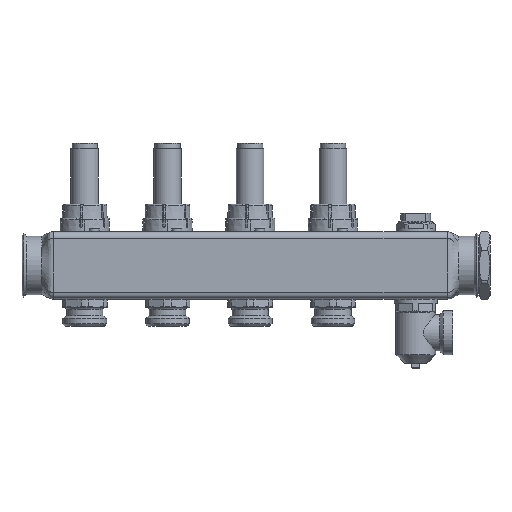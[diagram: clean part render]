
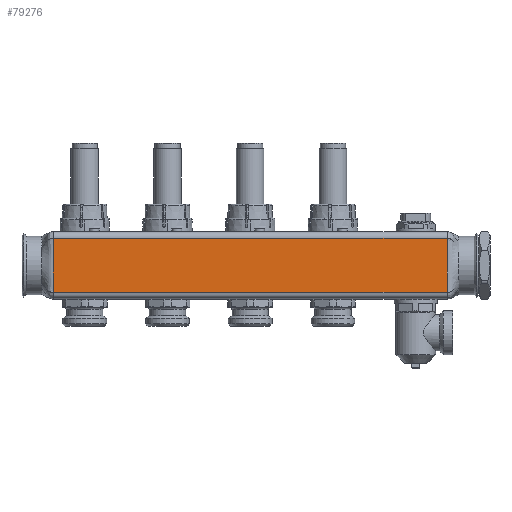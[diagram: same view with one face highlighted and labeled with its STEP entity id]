
A CAD part, top view. The second image highlights one B-rep face of the part: STEP entity #79276.
In plain terms, the highlighted planar face has unit normal (0, 0, 1).
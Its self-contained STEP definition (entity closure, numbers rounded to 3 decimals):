
#47622=CARTESIAN_POINT('',(-19.,16.302,
20.5));
#47843=DIRECTION('',(1.,0.,0.));
#47844=VECTOR('',#47843,238.);
#47845=CARTESIAN_POINT('',(-19.,-16.302,
20.5));
#47846=LINE('',#47845,#47844);
#47847=DIRECTION('',(1.,0.,0.));
#47848=VECTOR('',#47847,238.);
#47849=CARTESIAN_POINT('',(-19.,16.302,
20.5));
#47850=LINE('',#47849,#47848);
#47851=CARTESIAN_POINT('',(219.,16.302,20.5));
#47852=CARTESIAN_POINT('',(219.,15.592,20.5));
#47853=CARTESIAN_POINT('',(219.,14.183,20.5));
#47854=CARTESIAN_POINT('',(219.,11.401,20.5));
#47855=CARTESIAN_POINT('',(219.,7.989,20.5));
#47856=CARTESIAN_POINT('',(219.,4.643,20.5));
#47857=CARTESIAN_POINT('',(219.,1.987,20.5));
#47858=CARTESIAN_POINT('',(219.,-0.662,
20.5));
#47859=CARTESIAN_POINT('',(219.,-3.311,
20.5));
#47860=CARTESIAN_POINT('',(219.,-5.981,
20.5));
#47861=CARTESIAN_POINT('',(219.,-7.999,
20.5));
#47862=CARTESIAN_POINT('',(219.,-10.036,
20.5));
#47863=CARTESIAN_POINT('',(219.,-11.753,
20.5));
#47864=CARTESIAN_POINT('',(219.,-12.966,
20.5));
#47865=CARTESIAN_POINT('',(219.,-13.663,
20.5));
#47866=CARTESIAN_POINT('',(219.,-14.187,
20.5));
#47867=CARTESIAN_POINT('',(219.,-14.713,
20.5));
#47868=CARTESIAN_POINT('',(219.,-15.153,
20.5));
#47869=CARTESIAN_POINT('',(219.,-15.506,
20.5));
#47870=CARTESIAN_POINT('',(219.,-15.771,
20.5));
#47871=CARTESIAN_POINT('',(219.,-15.992,
20.5));
#47872=CARTESIAN_POINT('',(219.,-16.169,
20.5));
#47873=CARTESIAN_POINT('',(219.,-16.258,
20.5));
#47874=CARTESIAN_POINT('',(219.,-16.302,
20.5));
#48102=CARTESIAN_POINT('',(-19.,16.302,
20.5));
#48103=CARTESIAN_POINT('',(-19.,15.592,
20.5));
#48104=CARTESIAN_POINT('',(-19.,14.183,
20.5));
#48105=CARTESIAN_POINT('',(-19.,11.401,
20.5));
#48106=CARTESIAN_POINT('',(-19.,7.989,
20.5));
#48107=CARTESIAN_POINT('',(-19.,4.643,
20.5));
#48108=CARTESIAN_POINT('',(-19.,1.987,
20.5));
#48109=CARTESIAN_POINT('',(-19.,-0.662,
20.5));
#48110=CARTESIAN_POINT('',(-19.,-3.311,
20.5));
#48111=CARTESIAN_POINT('',(-19.,-5.981,
20.5));
#48112=CARTESIAN_POINT('',(-19.,-7.999,
20.5));
#48113=CARTESIAN_POINT('',(-19.,-10.036,
20.5));
#48114=CARTESIAN_POINT('',(-19.,-11.753,
20.5));
#48115=CARTESIAN_POINT('',(-19.,-12.966,
20.5));
#48116=CARTESIAN_POINT('',(-19.,-13.663,
20.5));
#48117=CARTESIAN_POINT('',(-19.,-14.187,
20.5));
#48118=CARTESIAN_POINT('',(-19.,-14.713,
20.5));
#48119=CARTESIAN_POINT('',(-19.,-15.153,
20.5));
#48120=CARTESIAN_POINT('',(-19.,-15.506,
20.5));
#48121=CARTESIAN_POINT('',(-19.,-15.771,
20.5));
#48122=CARTESIAN_POINT('',(-19.,-15.992,
20.5));
#48123=CARTESIAN_POINT('',(-19.,-16.169,
20.5));
#48124=CARTESIAN_POINT('',(-19.,-16.258,
20.5));
#48125=CARTESIAN_POINT('',(-19.,-16.302,
20.5));
#48140=CARTESIAN_POINT('',(-19.,-16.302,
20.5));
#56994=VERTEX_POINT('',#47622);
#56995=VERTEX_POINT('',#48140);
#57276=CARTESIAN_POINT('',(219.,16.302,20.5));
#57277=VERTEX_POINT('',#57276);
#57278=VERTEX_POINT('',#47874);
#79263=CARTESIAN_POINT('',(25.,16.302,20.5));
#79264=DIRECTION('',(0.,0.,1.));
#79265=DIRECTION('',(0.,-1.,0.));
#79266=AXIS2_PLACEMENT_3D('',#79263,#79264,#79265);
#79267=PLANE('',#79266);
#79268=ORIENTED_EDGE('',*,*,#78551,.T.);
#79270=ORIENTED_EDGE('',*,*,#79269,.T.);
#79271=ORIENTED_EDGE('',*,*,#79254,.F.);
#79273=ORIENTED_EDGE('',*,*,#79272,.F.);
#79274=EDGE_LOOP('',(#79268,#79270,#79271,#79273));
#79275=FACE_OUTER_BOUND('',#79274,.F.);
#79276=ADVANCED_FACE('',(#79275),#79267,.T.);
#47875=B_SPLINE_CURVE_WITH_KNOTS('',3,(#47851,#47852,#47853,#47854,#47855,
#47856,#47857,#47858,#47859,#47860,#47861,#47862,#47863,#47864,#47865,#47866,
#47867,#47868,#47869,#47870,#47871,#47872,#47873,#47874),.UNSPECIFIED.,.F.,.F.,(
4,1,1,1,1,1,1,1,1,1,1,1,1,1,1,1,1,1,1,1,1,4),(0.,0.062,
0.125,0.25,0.375,0.437,
0.5,0.625,0.688,0.75,
0.812,0.875,0.906,0.922,
0.937,0.953,0.969,0.977,
0.984,0.992,0.996,1.),.UNSPECIFIED.);
#48126=B_SPLINE_CURVE_WITH_KNOTS('',3,(#48102,#48103,#48104,#48105,#48106,
#48107,#48108,#48109,#48110,#48111,#48112,#48113,#48114,#48115,#48116,#48117,
#48118,#48119,#48120,#48121,#48122,#48123,#48124,#48125),.UNSPECIFIED.,.F.,.F.,(
4,1,1,1,1,1,1,1,1,1,1,1,1,1,1,1,1,1,1,1,1,4),(0.,0.062,
0.125,0.25,0.375,0.437,
0.5,0.625,0.688,0.75,
0.812,0.875,0.906,0.922,
0.937,0.953,0.969,0.977,
0.984,0.992,0.996,1.),.UNSPECIFIED.);
#78551=EDGE_CURVE('',#56994,#57277,#47850,.T.);
#79254=EDGE_CURVE('',#56995,#57278,#47846,.T.);
#79269=EDGE_CURVE('',#57277,#57278,#47875,.T.);
#79272=EDGE_CURVE('',#56994,#56995,#48126,.T.);
